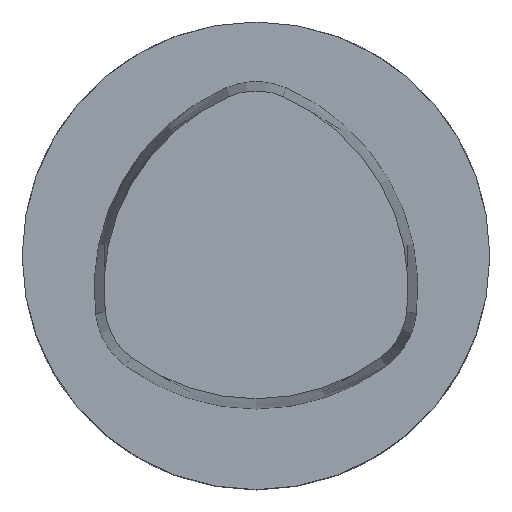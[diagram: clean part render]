
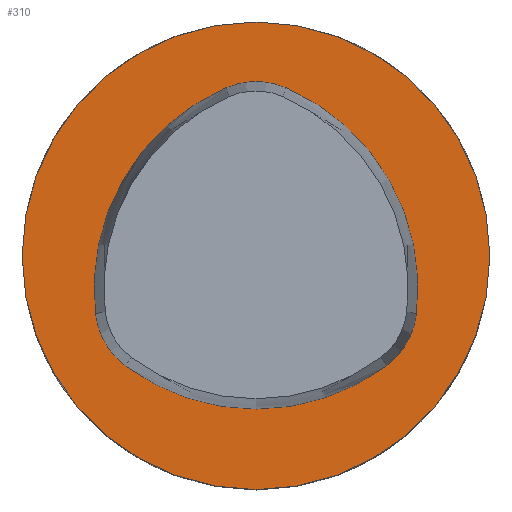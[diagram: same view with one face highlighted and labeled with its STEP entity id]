
A CAD part, top view. The second image highlights one B-rep face of the part: STEP entity #310.
In plain terms, the highlighted planar face has unit normal (0, 0, 1).
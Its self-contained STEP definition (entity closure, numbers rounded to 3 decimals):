
#82=PLANE('',#959);
#122=FACE_OUTER_BOUND('',#407,.T.);
#310=ADVANCED_FACE('',(#122),#82,.T.);
#407=EDGE_LOOP('',(#552));
#552=ORIENTED_EDGE('',*,*,#801,.F.);
#709=VERTEX_POINT('',#1397);
#801=EDGE_CURVE('',#709,#709,#864,.T.);
#864=CIRCLE('',#953,25.);
#953=AXIS2_PLACEMENT_3D('',#1396,#1129,#1130);
#959=AXIS2_PLACEMENT_3D('',#1415,#1145,#1146);
#1129=DIRECTION('',(0.,0.,-1.));
#1130=DIRECTION('',(-1.,0.,0.));
#1145=DIRECTION('',(0.,0.,1.));
#1146=DIRECTION('',(-1.,0.,0.));
#1396=CARTESIAN_POINT('',(0.,0.,0.));
#1397=CARTESIAN_POINT('',(-25.,0.,0.));
#1415=CARTESIAN_POINT('',(0.,0.,0.));
